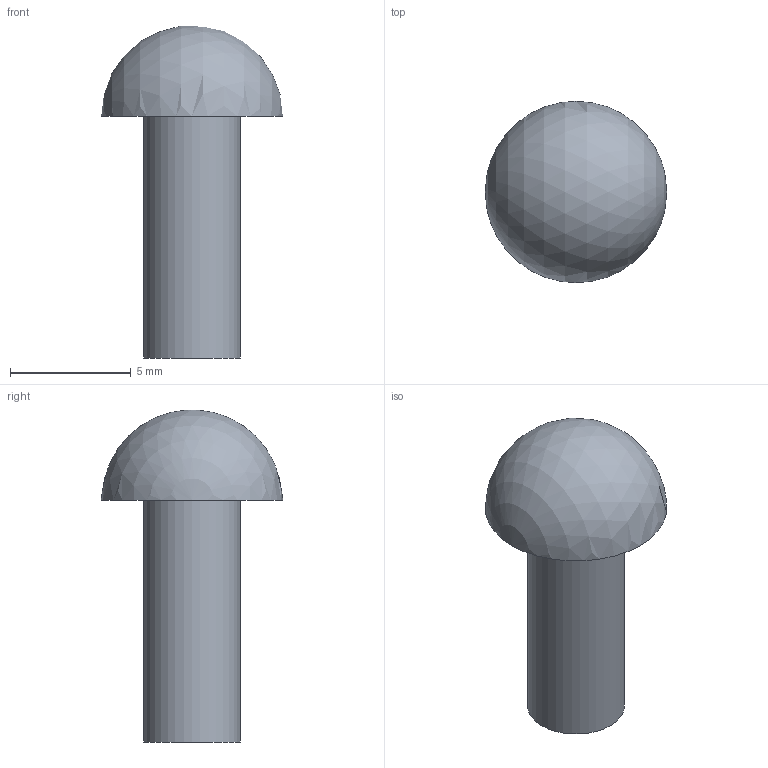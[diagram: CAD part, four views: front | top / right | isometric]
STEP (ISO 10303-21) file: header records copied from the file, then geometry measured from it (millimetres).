
FILE_DESCRIPTION(/* description */ ('STEP AP242','CAx-IF Rec.Pracs.---Representation and Presentation of Product Manufacturing Information (PMI)---4.0---2014-10-13','CAx-IF Rec.Pracs.---3D Tessellated Geometry---0.4---2014-09-14','2;1'),/* implementation_level */ '2;1');
FILE_NAME(/* name */ '6505a14b32324b2a2dfbf578',/* time_stamp */ '2023-09-16T12:36:28Z',/* author */ (''),/* organization */ (''),/* preprocessor_version */ 'ST-DEVELOPER v19.4',/* originating_system */ ' ',/* authorisation */ ' ');
FILE_SCHEMA (('AP242_MANAGED_MODEL_BASED_3D_ENGINEERING_MIM_LF { 1 0 10303 442 1 1 4 }'));
Length unit declared in the file: metre
Products named in the file (2): Part 2; Part 1
Bounding box: 7.5 x 7.5 x 13.72 mm (x, y, z)
Volume: 219.4 mm3; surface area: 295.9 mm2
Topology: 2 solids, 2 shells, 6 faces, 11 edges, 6 vertices
Faces by surface type: plane 3, sphere 2, cylinder 1
Full cylindrical faces by diameter (mm): 4 x1
Entity records: 152 total; most frequent: DIRECTION 24, CARTESIAN_POINT 16, AXIS2_PLACEMENT_3D 12, ORIENTED_EDGE 8, EDGE_LOOP 8, FACE_BOUND 8, ADVANCED_FACE 6, EDGE_CURVE 4
